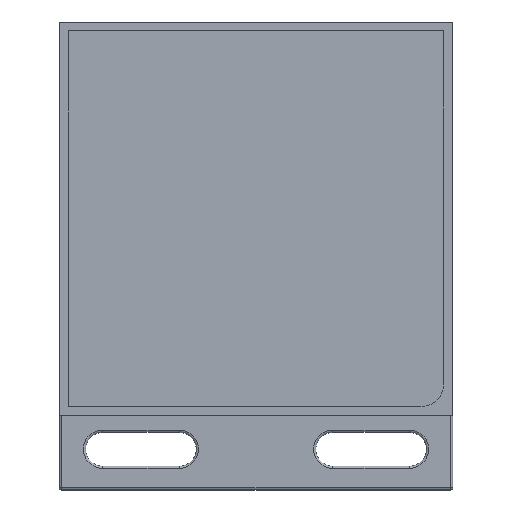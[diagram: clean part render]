
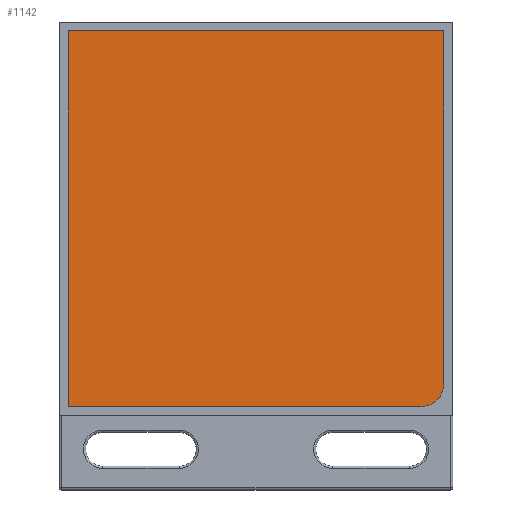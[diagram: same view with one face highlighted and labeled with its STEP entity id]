
A CAD part, top view. The second image highlights one B-rep face of the part: STEP entity #1142.
In plain terms, the highlighted planar face has unit normal (0, 0, 1).
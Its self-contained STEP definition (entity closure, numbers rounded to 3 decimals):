
#469=CARTESIAN_POINT('',(21.5,-21.5,8.3));
#470=DIRECTION('',(0.,0.,1.));
#471=DIRECTION('',(0.,-1.,0.));
#472=AXIS2_PLACEMENT_3D('',#469,#470,#471);
#477=DIRECTION('',(1.,0.,0.));
#478=VECTOR('',#477,46.);
#479=CARTESIAN_POINT('',(-24.5,-24.5,8.3));
#480=LINE('',#479,#478);
#484=DIRECTION('',(0.,-1.,0.));
#485=VECTOR('',#484,49.);
#486=CARTESIAN_POINT('',(-24.5,24.5,8.3));
#487=LINE('',#486,#485);
#491=DIRECTION('',(-1.,0.,0.));
#492=VECTOR('',#491,49.);
#493=CARTESIAN_POINT('',(24.5,24.5,8.3));
#494=LINE('',#493,#492);
#498=DIRECTION('',(0.,1.,0.));
#499=VECTOR('',#498,46.);
#500=CARTESIAN_POINT('',(24.5,-21.5,8.3));
#501=LINE('',#500,#499);
#711=CARTESIAN_POINT('',(24.5,24.5,8.3));
#712=CARTESIAN_POINT('',(-24.5,24.5,8.3));
#713=VERTEX_POINT('',#711);
#714=VERTEX_POINT('',#712);
#715=CARTESIAN_POINT('',(-24.5,-24.5,8.3));
#716=VERTEX_POINT('',#715);
#723=CARTESIAN_POINT('',(21.5,-24.5,8.3));
#724=CARTESIAN_POINT('',(24.5,-21.5,8.3));
#725=VERTEX_POINT('',#723);
#726=VERTEX_POINT('',#724);
#1127=CARTESIAN_POINT('',(0.,0.,8.3));
#1128=DIRECTION('',(0.,0.,1.));
#1129=DIRECTION('',(1.,0.,0.));
#1130=AXIS2_PLACEMENT_3D('',#1127,#1128,#1129);
#1131=PLANE('',#1130);
#1132=ORIENTED_EDGE('',*,*,#1118,.F.);
#1133=ORIENTED_EDGE('',*,*,#1108,.F.);
#1135=ORIENTED_EDGE('',*,*,#1134,.F.);
#1137=ORIENTED_EDGE('',*,*,#1136,.F.);
#1139=ORIENTED_EDGE('',*,*,#1138,.F.);
#1140=EDGE_LOOP('',(#1132,#1133,#1135,#1137,#1139));
#1141=FACE_OUTER_BOUND('',#1140,.F.);
#1142=ADVANCED_FACE('',(#1141),#1131,.T.);
#473=CIRCLE('',#472,3.);
#1108=EDGE_CURVE('',#716,#725,#480,.T.);
#1118=EDGE_CURVE('',#725,#726,#473,.T.);
#1134=EDGE_CURVE('',#714,#716,#487,.T.);
#1136=EDGE_CURVE('',#713,#714,#494,.T.);
#1138=EDGE_CURVE('',#726,#713,#501,.T.);
